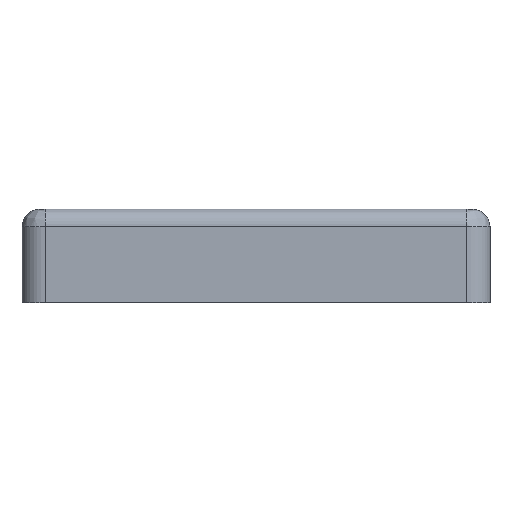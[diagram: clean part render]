
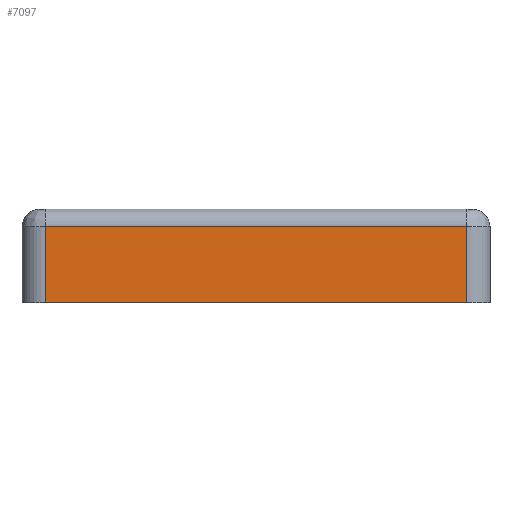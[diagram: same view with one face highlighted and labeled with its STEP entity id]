
A CAD part, front view. The second image highlights one B-rep face of the part: STEP entity #7097.
In plain terms, the highlighted planar face has unit normal (0, -1, 0).
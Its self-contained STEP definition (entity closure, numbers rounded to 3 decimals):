
#116 = ORIENTED_EDGE ( 'NONE', *, *, #11708, .F. ) ;
#1128 = VECTOR ( 'NONE', #4997, 1000. ) ;
#1221 = LINE ( 'NONE', #11866, #7327 ) ;
#2378 = EDGE_LOOP ( 'NONE', ( #116, #11081, #7231, #10764 ) ) ;
#3108 = LINE ( 'NONE', #4008, #15316 ) ;
#3556 = CARTESIAN_POINT ( 'NONE',  ( -36., -40., 0. ) ) ;
#4008 = CARTESIAN_POINT ( 'NONE',  ( -40., -40., 0. ) ) ;
#4423 = FACE_OUTER_BOUND ( 'NONE', #2378, .T. ) ;
#4772 = LINE ( 'NONE', #12302, #1128 ) ;
#4949 = DIRECTION ( 'NONE',  ( 0., 0., -1. ) ) ;
#4997 = DIRECTION ( 'NONE',  ( 1., 0., 0. ) ) ;
#5050 = EDGE_CURVE ( 'NONE', #15072, #11381, #1221, .T. ) ;
#5247 = EDGE_CURVE ( 'NONE', #8569, #15072, #3108, .T. ) ;
#5637 = VECTOR ( 'NONE', #4949, 1000. ) ;
#6039 = LINE ( 'NONE', #12260, #5637 ) ;
#6380 = CARTESIAN_POINT ( 'NONE',  ( 36., -40., 13. ) ) ;
#6472 = CARTESIAN_POINT ( 'NONE',  ( -36., -40., 13. ) ) ;
#6626 = CARTESIAN_POINT ( 'NONE',  ( 40., -40., 16. ) ) ;
#7097 = ADVANCED_FACE ( 'NONE', ( #4423 ), #9054, .F. ) ;
#7231 = ORIENTED_EDGE ( 'NONE', *, *, #5247, .F. ) ;
#7327 = VECTOR ( 'NONE', #15844, 1000. ) ;
#7729 = AXIS2_PLACEMENT_3D ( 'NONE', #6626, #15172, #7864 ) ;
#7864 = DIRECTION ( 'NONE',  ( 0., 0., 1. ) ) ;
#8569 = VERTEX_POINT ( 'NONE', #9304 ) ;
#9054 = PLANE ( 'NONE',  #7729 ) ;
#9304 = CARTESIAN_POINT ( 'NONE',  ( 36., -40., 0. ) ) ;
#9824 = EDGE_CURVE ( 'NONE', #11329, #8569, #6039, .T. ) ;
#10009 = DIRECTION ( 'NONE',  ( -1., 0., 0. ) ) ;
#10764 = ORIENTED_EDGE ( 'NONE', *, *, #9824, .F. ) ;
#11081 = ORIENTED_EDGE ( 'NONE', *, *, #5050, .F. ) ;
#11329 = VERTEX_POINT ( 'NONE', #6380 ) ;
#11381 = VERTEX_POINT ( 'NONE', #6472 ) ;
#11708 = EDGE_CURVE ( 'NONE', #11381, #11329, #4772, .T. ) ;
#11866 = CARTESIAN_POINT ( 'NONE',  ( -36., -40., 16. ) ) ;
#12260 = CARTESIAN_POINT ( 'NONE',  ( 36., -40., 16. ) ) ;
#12302 = CARTESIAN_POINT ( 'NONE',  ( -40., -40., 13. ) ) ;
#15072 = VERTEX_POINT ( 'NONE', #3556 ) ;
#15172 = DIRECTION ( 'NONE',  ( 0., 1., 0. ) ) ;
#15316 = VECTOR ( 'NONE', #10009, 1000. ) ;
#15844 = DIRECTION ( 'NONE',  ( 0., 0., 1. ) ) ;
